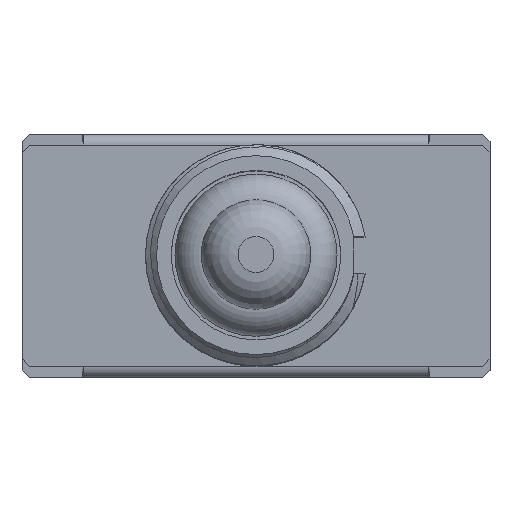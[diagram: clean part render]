
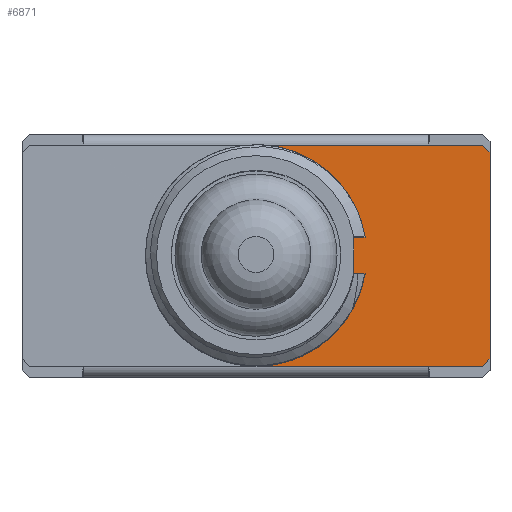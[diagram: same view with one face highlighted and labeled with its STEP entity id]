
A CAD part, top view. The second image highlights one B-rep face of the part: STEP entity #6871.
In plain terms, the highlighted planar face has unit normal (0, 0, 1).
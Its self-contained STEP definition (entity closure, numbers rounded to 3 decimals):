
#532=LINE('',#11770,#1069);
#533=LINE('',#11772,#1070);
#565=LINE('',#12141,#1102);
#575=LINE('',#12163,#1112);
#579=LINE('',#12172,#1116);
#761=LINE('',#14527,#1298);
#767=LINE('',#14536,#1304);
#773=LINE('',#14554,#1310);
#778=LINE('',#14567,#1315);
#787=LINE('',#14584,#1324);
#1069=VECTOR('',#10341,1000.);
#1070=VECTOR('',#10344,1000.);
#1102=VECTOR('',#10378,1000.);
#1112=VECTOR('',#10394,1000.);
#1116=VECTOR('',#10400,1000.);
#1298=VECTOR('',#10954,1000.);
#1304=VECTOR('',#10966,1000.);
#1310=VECTOR('',#10980,1000.);
#1315=VECTOR('',#10993,1000.);
#1324=VECTOR('',#11014,1000.);
#1816=PLANE('',#10057);
#2902=ORIENTED_EDGE('',*,*,#4639,.T.);
#2903=ORIENTED_EDGE('',*,*,#4099,.F.);
#2904=ORIENTED_EDGE('',*,*,#4005,.T.);
#2905=ORIENTED_EDGE('',*,*,#4006,.T.);
#2906=ORIENTED_EDGE('',*,*,#4640,.T.);
#2907=ORIENTED_EDGE('',*,*,#4630,.T.);
#2908=ORIENTED_EDGE('',*,*,#4623,.F.);
#2909=ORIENTED_EDGE('',*,*,#4109,.F.);
#2910=ORIENTED_EDGE('',*,*,#4641,.F.);
#2911=ORIENTED_EDGE('',*,*,#4113,.F.);
#2912=ORIENTED_EDGE('',*,*,#4614,.F.);
#2913=ORIENTED_EDGE('',*,*,#4608,.F.);
#4005=EDGE_CURVE('',#5030,#5032,#532,.T.);
#4006=EDGE_CURVE('',#5032,#5033,#533,.T.);
#4099=EDGE_CURVE('',#5030,#5125,#565,.T.);
#4109=EDGE_CURVE('',#5134,#5135,#575,.T.);
#4113=EDGE_CURVE('',#5138,#5139,#579,.T.);
#4608=EDGE_CURVE('',#5492,#5018,#761,.T.);
#4614=EDGE_CURVE('',#5018,#5138,#767,.T.);
#4623=EDGE_CURVE('',#5135,#5497,#773,.T.);
#4630=EDGE_CURVE('',#5494,#5497,#778,.T.);
#4639=EDGE_CURVE('',#5492,#5125,#5708,.T.);
#4640=EDGE_CURVE('',#5033,#5494,#5709,.T.);
#4641=EDGE_CURVE('',#5139,#5134,#787,.T.);
#5018=VERTEX_POINT('',#11739);
#5030=VERTEX_POINT('',#11765);
#5032=VERTEX_POINT('',#11769);
#5033=VERTEX_POINT('',#11773);
#5125=VERTEX_POINT('',#12142);
#5134=VERTEX_POINT('',#12164);
#5135=VERTEX_POINT('',#12165);
#5138=VERTEX_POINT('',#12173);
#5139=VERTEX_POINT('',#12174);
#5492=VERTEX_POINT('',#14526);
#5494=VERTEX_POINT('',#14543);
#5497=VERTEX_POINT('',#14555);
#5708=CIRCLE('',#10058,3.);
#5709=CIRCLE('',#10059,3.);
#5989=EDGE_LOOP('',(#2902,#2903,#2904,#2905,#2906,#2907,#2908,#2909,#2910,
#2911,#2912,#2913));
#6441=FACE_BOUND('',#5989,.T.);
#6871=ADVANCED_FACE('',(#6441),#1816,.F.);
#10057=AXIS2_PLACEMENT_3D('',#14581,#11008,#11009);
#10058=AXIS2_PLACEMENT_3D('',#14582,#11010,#11011);
#10059=AXIS2_PLACEMENT_3D('',#14583,#11012,#11013);
#10341=DIRECTION('',(0.,-1.,0.));
#10344=DIRECTION('',(1.,0.,0.));
#10378=DIRECTION('',(1.,0.,0.));
#10394=DIRECTION('',(-0.707,-0.707,0.));
#10400=DIRECTION('',(0.707,-0.707,0.));
#10954=DIRECTION('',(1.,0.,0.));
#10966=DIRECTION('',(1.,0.,0.));
#10980=DIRECTION('',(-1.,0.,0.));
#10993=DIRECTION('',(1.,0.,0.));
#11008=DIRECTION('',(0.,0.,-1.));
#11009=DIRECTION('',(-1.,0.,0.));
#11010=DIRECTION('',(0.,0.,-1.));
#11011=DIRECTION('',(1.,0.,0.));
#11012=DIRECTION('',(0.,0.,-1.));
#11013=DIRECTION('',(1.,0.,0.));
#11014=DIRECTION('',(0.,-1.,0.));
#11739=CARTESIAN_POINT('',(4.675,3.,4.5));
#11765=CARTESIAN_POINT('',(2.65,0.5,4.5));
#11769=CARTESIAN_POINT('',(2.65,-0.5,4.5));
#11770=CARTESIAN_POINT('',(2.65,0.5,4.5));
#11772=CARTESIAN_POINT('',(2.65,-0.5,4.5));
#11773=CARTESIAN_POINT('',(2.958,-0.5,4.5));
#12141=CARTESIAN_POINT('',(2.65,0.5,4.5));
#12142=CARTESIAN_POINT('',(2.958,0.5,4.5));
#12163=CARTESIAN_POINT('',(6.35,-2.8,4.5));
#12164=CARTESIAN_POINT('',(6.35,-2.8,4.5));
#12165=CARTESIAN_POINT('',(6.15,-3.,4.5));
#12172=CARTESIAN_POINT('',(6.15,3.,4.5));
#12173=CARTESIAN_POINT('',(6.15,3.,4.5));
#12174=CARTESIAN_POINT('',(6.35,2.8,4.5));
#14526=CARTESIAN_POINT('',(0.,3.,4.5));
#14527=CARTESIAN_POINT('',(-6.35,3.,4.5));
#14536=CARTESIAN_POINT('',(-6.35,3.,4.5));
#14543=CARTESIAN_POINT('',(0.,-3.,4.5));
#14554=CARTESIAN_POINT('',(6.35,-3.,4.5));
#14555=CARTESIAN_POINT('',(4.675,-3.,4.5));
#14567=CARTESIAN_POINT('',(-4.675,-3.,4.5));
#14581=CARTESIAN_POINT('',(0.,0.,4.5));
#14582=CARTESIAN_POINT('',(0.,0.,4.5));
#14583=CARTESIAN_POINT('',(0.,0.,4.5));
#14584=CARTESIAN_POINT('',(6.35,3.,4.5));
